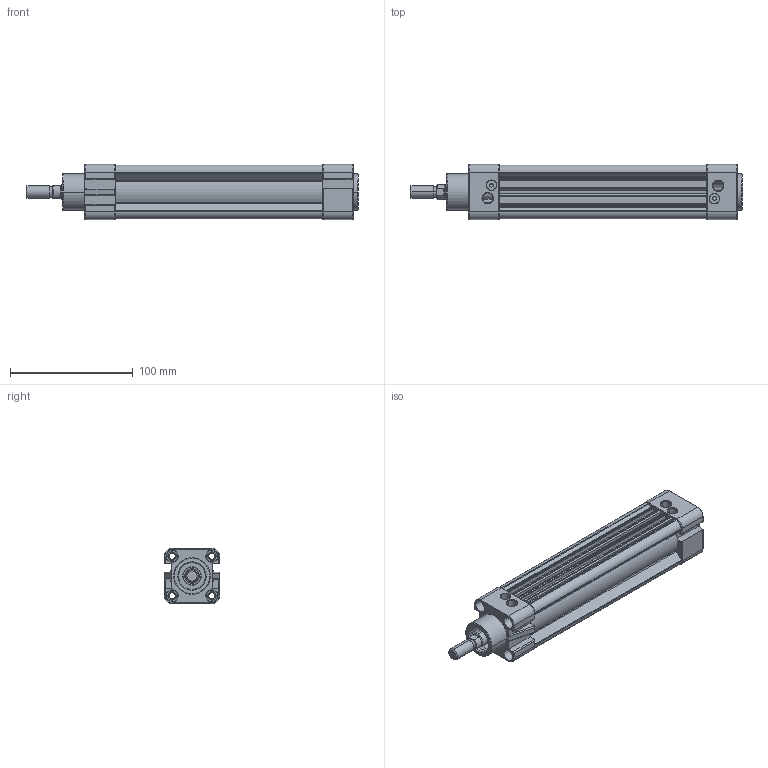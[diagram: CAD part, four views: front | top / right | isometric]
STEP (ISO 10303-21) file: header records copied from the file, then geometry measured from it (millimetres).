
FILE_DESCRIPTION (( 'STEP AP214' ), '1' );
FILE_NAME ('DMCA032-0125.STEP', '2015-05-21T14:16:23', ( '' ), ( '' ), 'SwSTEP 2.0', 'SolidWorks 2015', '' );
FILE_SCHEMA (( 'AUTOMOTIVE_DESIGN' ));
Length unit declared in the file: millimetre
Products named in the file (6): DMC  32 MIL; 32  泩  KAPAK; DMCA 032 achterkap; DMCA Tube 032 x 0_DMCA032-0125; DMCA 032 voorkap (step); DMCA032-0125
Assembly tree (5 placements, depth 3):
  DMCA032-0125
    DMCA 032 achterkap
    DMCA 032 voorkap (step)
      DMC  32 MIL
      32  泩  KAPAK
    DMCA Tube 032 x 0_DMCA032-0125
Bounding box: 271 x 45 x 45 mm (x, y, z)
Volume: 211926 mm3; surface area: 110964 mm2
Topology: 4 solids, 4 shells, 415 faces, 1052 edges, 670 vertices
Faces by surface type: cylinder 161, plane 139, cone 65, bspline 34, torus 16
Entity records: 16896 total; most frequent: CARTESIAN_POINT 4636, DIRECTION 2158, ORIENTED_EDGE 2104, EDGE_CURVE 1052, AXIS2_PLACEMENT_3D 822, VERTEX_POINT 670, VECTOR 514, LINE 514
